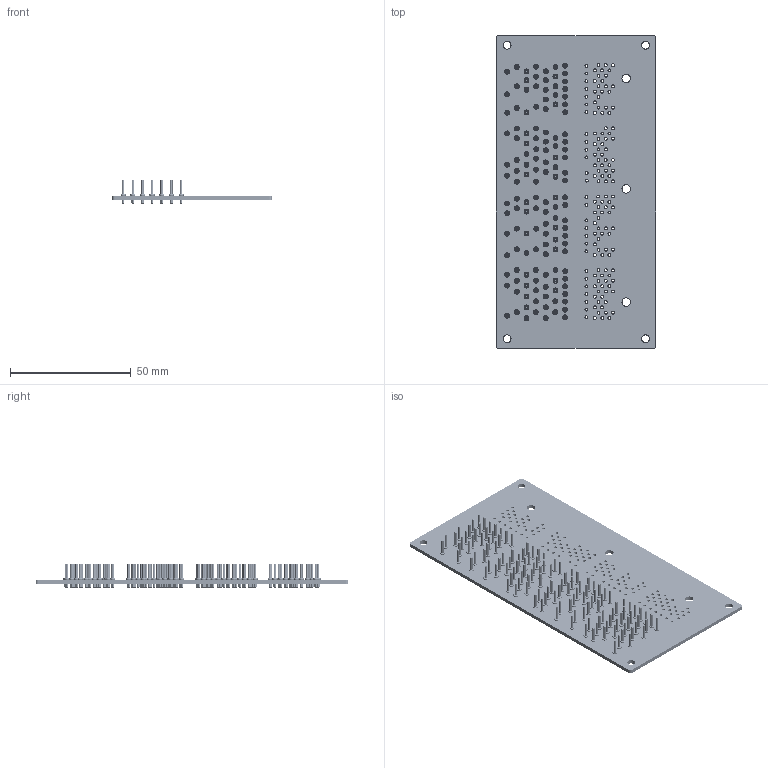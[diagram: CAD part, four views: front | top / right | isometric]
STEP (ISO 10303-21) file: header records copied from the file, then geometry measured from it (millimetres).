
FILE_DESCRIPTION(('KiCad electronic assembly'),'2;1');
FILE_NAME('gerefi_1-1376430-0_135pin.step','2023-07-12T23:53:19',( 'Pcbnew'),('Kicad'),'Open CASCADE STEP processor 7.6', 'KiCad to STEP converter','Unknown');
FILE_SCHEMA(('AUTOMOTIVE_DESIGN { 1 0 10303 214 1 1 1 1 }'));
Length unit declared in the file: millimetre
Products named in the file (4): gerefi_1-1376430-0_135pin 1; Pin_D1.0mm_L10.0mm; SOLID; PCB
Assembly tree (137 placements, depth 3):
  gerefi_1-1376430-0_135pin 1
    Pin_D1.0mm_L10.0mm  x135
      SOLID
    PCB
Bounding box: 66 x 129.5 x 10 mm (x, y, z)
Volume: 14081.5 mm3; surface area: 23809.9 mm2
Topology: 136 solids, 136 shells, 2610 faces, 5259 edges, 3191 vertices
Faces by surface type: plane 1658, cylinder 547, torus 405
Full cylindrical faces by diameter (mm): 1 x135, 1.1 x135, 1.2 x135, 2 x135, 3.2 x4, 3.5 x3
Entity records: 27880 total; most frequent: CARTESIAN_POINT 7352, DIRECTION 3863, ORIENTED_EDGE 1942, PCURVE 1942, DEFINITIONAL_REPRESENTATION 1942, LINE 1791, VECTOR 1791, AXIS2_PLACEMENT_3D 1034
